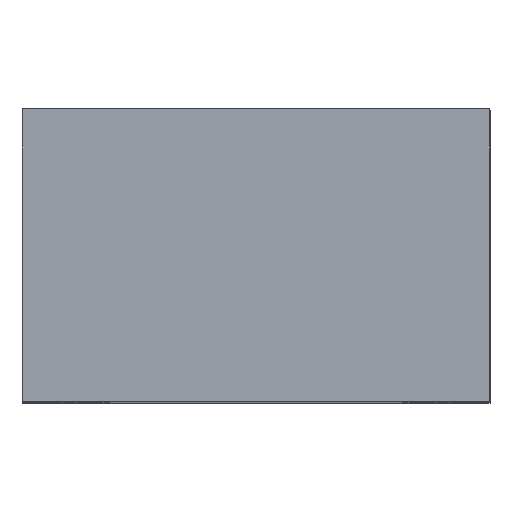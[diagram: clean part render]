
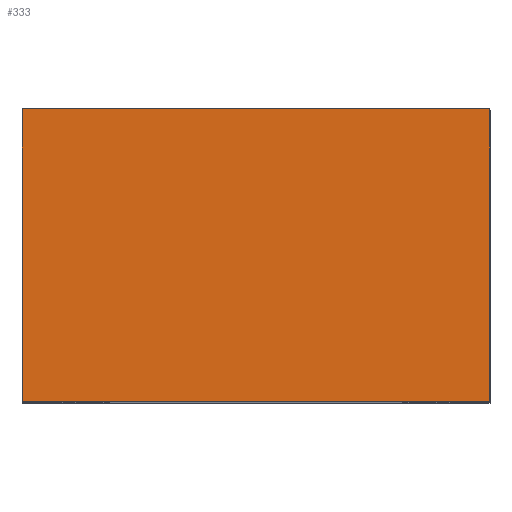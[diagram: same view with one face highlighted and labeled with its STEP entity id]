
A CAD part, top view. The second image highlights one B-rep face of the part: STEP entity #333.
In plain terms, the highlighted planar face has unit normal (0, 0, 1).
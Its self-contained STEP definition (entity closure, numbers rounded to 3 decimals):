
#18 = EDGE_LOOP ( 'NONE', ( #3452, #2316, #3455, #296 ) ) ;
#221 = VECTOR ( 'NONE', #2703, 1000. ) ;
#296 = ORIENTED_EDGE ( 'NONE', *, *, #1173, .T. ) ;
#308 = CARTESIAN_POINT ( 'NONE',  ( -0.8, 1., 1.6 ) ) ;
#333 = ADVANCED_FACE ( 'NONE', ( #602 ), #1400, .T. ) ;
#460 = VECTOR ( 'NONE', #984, 1000. ) ;
#602 = FACE_OUTER_BOUND ( 'NONE', #18, .T. ) ;
#710 = VERTEX_POINT ( 'NONE', #1026 ) ;
#806 = AXIS2_PLACEMENT_3D ( 'NONE', #2285, #2812, #2252 ) ;
#945 = VECTOR ( 'NONE', #2626, 1000. ) ;
#984 = DIRECTION ( 'NONE',  ( -1., 0., 0. ) ) ;
#1026 = CARTESIAN_POINT ( 'NONE',  ( -0.8, 0., 1.6 ) ) ;
#1173 = EDGE_CURVE ( 'NONE', #3638, #710, #1957, .T. ) ;
#1174 = EDGE_CURVE ( 'NONE', #2735, #710, #1221, .T. ) ;
#1221 = LINE ( 'NONE', #3246, #460 ) ;
#1292 = CARTESIAN_POINT ( 'NONE',  ( 0.8, 1., 1.6 ) ) ;
#1400 = PLANE ( 'NONE',  #806 ) ;
#1443 = CARTESIAN_POINT ( 'NONE',  ( 0.8, 1., 1.6 ) ) ;
#1581 = CARTESIAN_POINT ( 'NONE',  ( -0.8, 1., 1.6 ) ) ;
#1647 = LINE ( 'NONE', #1292, #221 ) ;
#1862 = DIRECTION ( 'NONE',  ( 0., -1., 0. ) ) ;
#1957 = LINE ( 'NONE', #1581, #2171 ) ;
#1961 = VERTEX_POINT ( 'NONE', #1443 ) ;
#2122 = EDGE_CURVE ( 'NONE', #1961, #2735, #1647, .T. ) ;
#2171 = VECTOR ( 'NONE', #1862, 1000. ) ;
#2252 = DIRECTION ( 'NONE',  ( 1., 0., 0. ) ) ;
#2285 = CARTESIAN_POINT ( 'NONE',  ( 0., 1., 1.6 ) ) ;
#2316 = ORIENTED_EDGE ( 'NONE', *, *, #2122, .F. ) ;
#2588 = CARTESIAN_POINT ( 'NONE',  ( 0., 1., 1.6 ) ) ;
#2626 = DIRECTION ( 'NONE',  ( -1., 0., 0. ) ) ;
#2703 = DIRECTION ( 'NONE',  ( 0., -1., 0. ) ) ;
#2735 = VERTEX_POINT ( 'NONE', #3289 ) ;
#2812 = DIRECTION ( 'NONE',  ( 0., 0., 1. ) ) ;
#3105 = EDGE_CURVE ( 'NONE', #1961, #3638, #3687, .T. ) ;
#3246 = CARTESIAN_POINT ( 'NONE',  ( 0., 0., 1.6 ) ) ;
#3289 = CARTESIAN_POINT ( 'NONE',  ( 0.8, 0., 1.6 ) ) ;
#3452 = ORIENTED_EDGE ( 'NONE', *, *, #1174, .F. ) ;
#3455 = ORIENTED_EDGE ( 'NONE', *, *, #3105, .T. ) ;
#3638 = VERTEX_POINT ( 'NONE', #308 ) ;
#3687 = LINE ( 'NONE', #2588, #945 ) ;
